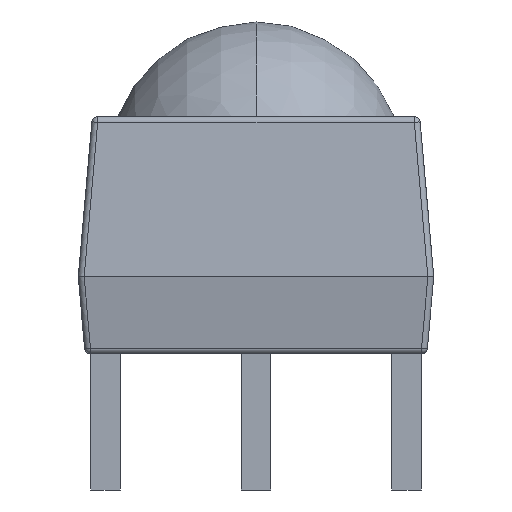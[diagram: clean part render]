
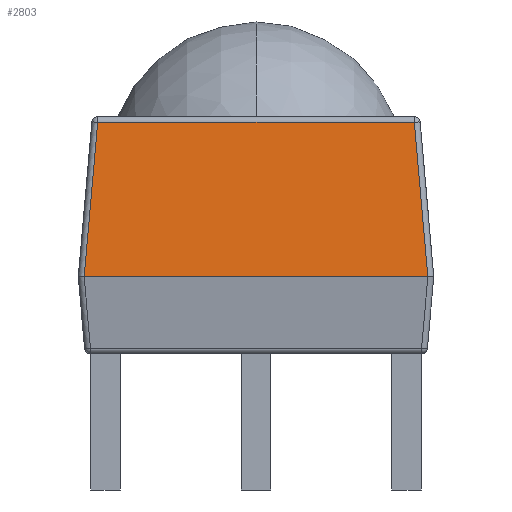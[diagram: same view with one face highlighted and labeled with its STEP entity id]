
A CAD part, front view. The second image highlights one B-rep face of the part: STEP entity #2803.
In plain terms, the highlighted planar face has unit normal (0, -0.996, 0.087).
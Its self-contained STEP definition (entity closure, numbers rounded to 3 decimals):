
#354 = PLANE ( 'NONE',  #1789 ) ;
#990 = VECTOR ( 'NONE', #13700, 1000. ) ;
#1165 = DIRECTION ( 'NONE',  ( -1., 0., 0. ) ) ;
#1789 = AXIS2_PLACEMENT_3D ( 'NONE', #5260, #13512, #2780 ) ;
#2650 = CARTESIAN_POINT ( 'NONE',  ( 2.672, -3.247, 2.609 ) ) ;
#2780 = DIRECTION ( 'NONE',  ( 0., 0.087, 0.996 ) ) ;
#2803 = ADVANCED_FACE ( 'NONE', ( #3909 ), #354, .F. ) ;
#3077 = DIRECTION ( 'NONE',  ( -0.087, -0.087, -0.992 ) ) ;
#3689 = LINE ( 'NONE', #13299, #5641 ) ;
#3909 = FACE_OUTER_BOUND ( 'NONE', #11926, .T. ) ;
#4709 = VERTEX_POINT ( 'NONE', #8045 ) ;
#5260 = CARTESIAN_POINT ( 'NONE',  ( 3., -3.475, 0. ) ) ;
#5464 = LINE ( 'NONE', #11644, #990 ) ;
#5562 = VECTOR ( 'NONE', #6981, 1000. ) ;
#5641 = VECTOR ( 'NONE', #1165, 1000. ) ;
#5891 = CARTESIAN_POINT ( 'NONE',  ( 2.901, -3.476, -0.009 ) ) ;
#6667 = LINE ( 'NONE', #12602, #8325 ) ;
#6981 = DIRECTION ( 'NONE',  ( -0.087, 0.087, 0.992 ) ) ;
#7757 = ORIENTED_EDGE ( 'NONE', *, *, #8501, .T. ) ;
#8045 = CARTESIAN_POINT ( 'NONE',  ( -2.9, -3.475, 0. ) ) ;
#8325 = VECTOR ( 'NONE', #3077, 1000. ) ;
#8501 = EDGE_CURVE ( 'NONE', #13519, #10576, #3689, .T. ) ;
#10126 = CARTESIAN_POINT ( 'NONE',  ( 2.9, -3.475, 0. ) ) ;
#10411 = ORIENTED_EDGE ( 'NONE', *, *, #12955, .F. ) ;
#10576 = VERTEX_POINT ( 'NONE', #11047 ) ;
#11047 = CARTESIAN_POINT ( 'NONE',  ( -2.672, -3.247, 2.609 ) ) ;
#11644 = CARTESIAN_POINT ( 'NONE',  ( 3., -3.475, 0. ) ) ;
#11926 = EDGE_LOOP ( 'NONE', ( #7757, #14460, #10411, #13536 ) ) ;
#12602 = CARTESIAN_POINT ( 'NONE',  ( -2.856, -3.431, 0.508 ) ) ;
#12955 = EDGE_CURVE ( 'NONE', #13981, #4709, #5464, .T. ) ;
#13299 = CARTESIAN_POINT ( 'NONE',  ( 3., -3.247, 2.609 ) ) ;
#13512 = DIRECTION ( 'NONE',  ( 0., 0.996, -0.087 ) ) ;
#13519 = VERTEX_POINT ( 'NONE', #2650 ) ;
#13536 = ORIENTED_EDGE ( 'NONE', *, *, #15169, .T. ) ;
#13700 = DIRECTION ( 'NONE',  ( -1., 0., 0. ) ) ;
#13981 = VERTEX_POINT ( 'NONE', #10126 ) ;
#14460 = ORIENTED_EDGE ( 'NONE', *, *, #15041, .T. ) ;
#15041 = EDGE_CURVE ( 'NONE', #10576, #4709, #6667, .T. ) ;
#15169 = EDGE_CURVE ( 'NONE', #13981, #13519, #15614, .T. ) ;
#15614 = LINE ( 'NONE', #5891, #5562 ) ;
